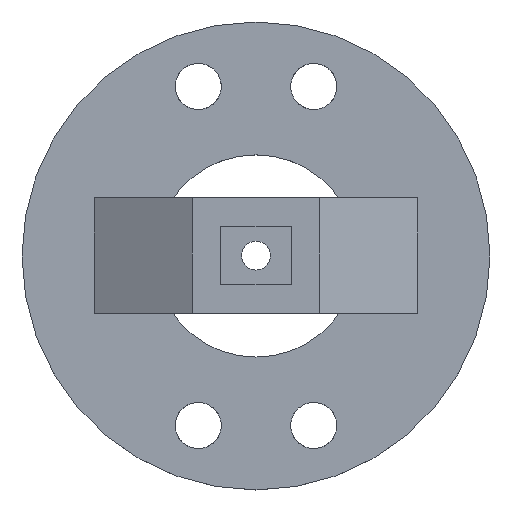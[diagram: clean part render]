
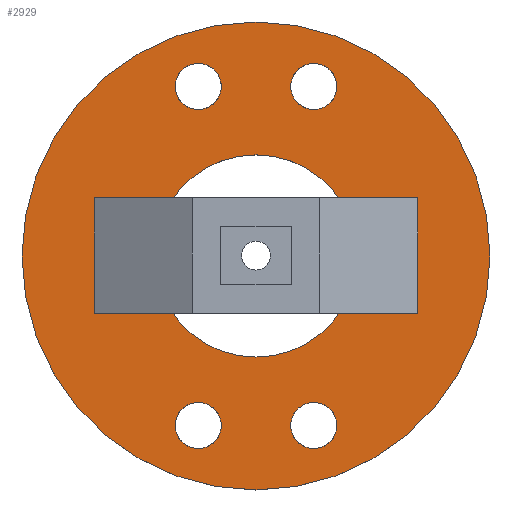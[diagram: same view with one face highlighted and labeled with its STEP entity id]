
A CAD part, top view. The second image highlights one B-rep face of the part: STEP entity #2929.
In plain terms, the highlighted planar face has unit normal (0, 0, 1).
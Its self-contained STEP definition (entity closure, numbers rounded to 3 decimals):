
#2333 = VERTEX_POINT('',#2334);
#2334 = CARTESIAN_POINT('',(40.5,0.,26.));
#2340 = EDGE_CURVE('',#2333,#2333,#2341,.T.);
#2341 = CIRCLE('',#2342,40.5);
#2342 = AXIS2_PLACEMENT_3D('',#2343,#2344,#2345);
#2343 = CARTESIAN_POINT('',(0.,0.,26.));
#2344 = DIRECTION('',(0.,0.,1.));
#2345 = DIRECTION('',(1.,0.,0.));
#2359 = VERTEX_POINT('',#2360);
#2360 = CARTESIAN_POINT('',(-6.,-29.343,26.));
#2366 = EDGE_CURVE('',#2359,#2359,#2367,.T.);
#2367 = CIRCLE('',#2368,4.);
#2368 = AXIS2_PLACEMENT_3D('',#2369,#2370,#2371);
#2369 = CARTESIAN_POINT('',(-10.,-29.343,26.));
#2370 = DIRECTION('',(0.,0.,1.));
#2371 = DIRECTION('',(1.,0.,0.));
#2385 = VERTEX_POINT('',#2386);
#2386 = CARTESIAN_POINT('',(-6.,29.343,26.));
#2392 = EDGE_CURVE('',#2385,#2385,#2393,.T.);
#2393 = CIRCLE('',#2394,4.);
#2394 = AXIS2_PLACEMENT_3D('',#2395,#2396,#2397);
#2395 = CARTESIAN_POINT('',(-10.,29.343,26.));
#2396 = DIRECTION('',(0.,0.,1.));
#2397 = DIRECTION('',(1.,0.,0.));
#2411 = VERTEX_POINT('',#2412);
#2412 = CARTESIAN_POINT('',(14.,-29.343,26.));
#2418 = EDGE_CURVE('',#2411,#2411,#2419,.T.);
#2419 = CIRCLE('',#2420,4.);
#2420 = AXIS2_PLACEMENT_3D('',#2421,#2422,#2423);
#2421 = CARTESIAN_POINT('',(10.,-29.343,26.));
#2422 = DIRECTION('',(0.,0.,1.));
#2423 = DIRECTION('',(1.,0.,0.));
#2437 = VERTEX_POINT('',#2438);
#2438 = CARTESIAN_POINT('',(14.,29.343,26.));
#2444 = EDGE_CURVE('',#2437,#2437,#2445,.T.);
#2445 = CIRCLE('',#2446,4.);
#2446 = AXIS2_PLACEMENT_3D('',#2447,#2448,#2449);
#2447 = CARTESIAN_POINT('',(10.,29.343,26.));
#2448 = DIRECTION('',(0.,0.,1.));
#2449 = DIRECTION('',(1.,0.,0.));
#2929 = ADVANCED_FACE('',(#2930,#2933,#2936,#2970,#2973,#2976,#2987,
    #2990),#3024,.T.);
#2930 = FACE_BOUND('',#2931,.T.);
#2931 = EDGE_LOOP('',(#2932));
#2932 = ORIENTED_EDGE('',*,*,#2340,.T.);
#2933 = FACE_BOUND('',#2934,.T.);
#2934 = EDGE_LOOP('',(#2935));
#2935 = ORIENTED_EDGE('',*,*,#2418,.F.);
#2936 = FACE_BOUND('',#2937,.T.);
#2937 = EDGE_LOOP('',(#2938,#2948,#2956,#2964));
#2938 = ORIENTED_EDGE('',*,*,#2939,.T.);
#2939 = EDGE_CURVE('',#2940,#2942,#2944,.T.);
#2940 = VERTEX_POINT('',#2941);
#2941 = CARTESIAN_POINT('',(20.,10.,26.));
#2942 = VERTEX_POINT('',#2943);
#2943 = CARTESIAN_POINT('',(28.,10.,26.));
#2944 = LINE('',#2945,#2946);
#2945 = CARTESIAN_POINT('',(20.,10.,26.));
#2946 = VECTOR('',#2947,1.);
#2947 = DIRECTION('',(1.,0.,0.));
#2948 = ORIENTED_EDGE('',*,*,#2949,.T.);
#2949 = EDGE_CURVE('',#2942,#2950,#2952,.T.);
#2950 = VERTEX_POINT('',#2951);
#2951 = CARTESIAN_POINT('',(28.,-10.,26.));
#2952 = LINE('',#2953,#2954);
#2953 = CARTESIAN_POINT('',(28.,10.,26.));
#2954 = VECTOR('',#2955,1.);
#2955 = DIRECTION('',(0.,-1.,0.));
#2956 = ORIENTED_EDGE('',*,*,#2957,.T.);
#2957 = EDGE_CURVE('',#2950,#2958,#2960,.T.);
#2958 = VERTEX_POINT('',#2959);
#2959 = CARTESIAN_POINT('',(20.,-10.,26.));
#2960 = LINE('',#2961,#2962);
#2961 = CARTESIAN_POINT('',(28.,-10.,26.));
#2962 = VECTOR('',#2963,1.);
#2963 = DIRECTION('',(-1.,0.,0.));
#2964 = ORIENTED_EDGE('',*,*,#2965,.T.);
#2965 = EDGE_CURVE('',#2958,#2940,#2966,.T.);
#2966 = LINE('',#2967,#2968);
#2967 = CARTESIAN_POINT('',(20.,-10.,26.));
#2968 = VECTOR('',#2969,1.);
#2969 = DIRECTION('',(0.,1.,0.));
#2970 = FACE_BOUND('',#2971,.T.);
#2971 = EDGE_LOOP('',(#2972));
#2972 = ORIENTED_EDGE('',*,*,#2444,.F.);
#2973 = FACE_BOUND('',#2974,.T.);
#2974 = EDGE_LOOP('',(#2975));
#2975 = ORIENTED_EDGE('',*,*,#2366,.F.);
#2976 = FACE_BOUND('',#2977,.T.);
#2977 = EDGE_LOOP('',(#2978));
#2978 = ORIENTED_EDGE('',*,*,#2979,.F.);
#2979 = EDGE_CURVE('',#2980,#2980,#2982,.T.);
#2980 = VERTEX_POINT('',#2981);
#2981 = CARTESIAN_POINT('',(17.5,0.,26.));
#2982 = CIRCLE('',#2983,17.5);
#2983 = AXIS2_PLACEMENT_3D('',#2984,#2985,#2986);
#2984 = CARTESIAN_POINT('',(0.,0.,26.));
#2985 = DIRECTION('',(0.,0.,1.));
#2986 = DIRECTION('',(1.,0.,0.));
#2987 = FACE_BOUND('',#2988,.T.);
#2988 = EDGE_LOOP('',(#2989));
#2989 = ORIENTED_EDGE('',*,*,#2392,.F.);
#2990 = FACE_BOUND('',#2991,.T.);
#2991 = EDGE_LOOP('',(#2992,#3002,#3010,#3018));
#2992 = ORIENTED_EDGE('',*,*,#2993,.F.);
#2993 = EDGE_CURVE('',#2994,#2996,#2998,.T.);
#2994 = VERTEX_POINT('',#2995);
#2995 = CARTESIAN_POINT('',(-28.,-10.,26.));
#2996 = VERTEX_POINT('',#2997);
#2997 = CARTESIAN_POINT('',(-20.,-10.,26.));
#2998 = LINE('',#2999,#3000);
#2999 = CARTESIAN_POINT('',(-28.,-10.,26.));
#3000 = VECTOR('',#3001,1.);
#3001 = DIRECTION('',(1.,0.,0.));
#3002 = ORIENTED_EDGE('',*,*,#3003,.F.);
#3003 = EDGE_CURVE('',#3004,#2994,#3006,.T.);
#3004 = VERTEX_POINT('',#3005);
#3005 = CARTESIAN_POINT('',(-28.,10.,26.));
#3006 = LINE('',#3007,#3008);
#3007 = CARTESIAN_POINT('',(-28.,10.,26.));
#3008 = VECTOR('',#3009,1.);
#3009 = DIRECTION('',(0.,-1.,0.));
#3010 = ORIENTED_EDGE('',*,*,#3011,.F.);
#3011 = EDGE_CURVE('',#3012,#3004,#3014,.T.);
#3012 = VERTEX_POINT('',#3013);
#3013 = CARTESIAN_POINT('',(-20.,10.,26.));
#3014 = LINE('',#3015,#3016);
#3015 = CARTESIAN_POINT('',(-20.,10.,26.));
#3016 = VECTOR('',#3017,1.);
#3017 = DIRECTION('',(-1.,0.,0.));
#3018 = ORIENTED_EDGE('',*,*,#3019,.F.);
#3019 = EDGE_CURVE('',#2996,#3012,#3020,.T.);
#3020 = LINE('',#3021,#3022);
#3021 = CARTESIAN_POINT('',(-20.,-10.,26.));
#3022 = VECTOR('',#3023,1.);
#3023 = DIRECTION('',(0.,1.,0.));
#3024 = PLANE('',#3025);
#3025 = AXIS2_PLACEMENT_3D('',#3026,#3027,#3028);
#3026 = CARTESIAN_POINT('',(0.,0.,26.));
#3027 = DIRECTION('',(0.,0.,1.));
#3028 = DIRECTION('',(0.,1.,0.));
